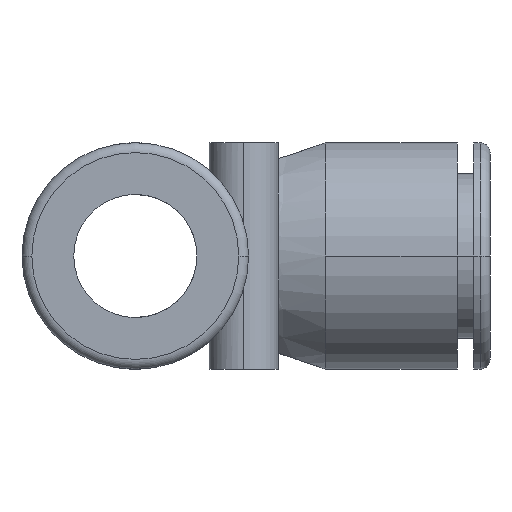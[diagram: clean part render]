
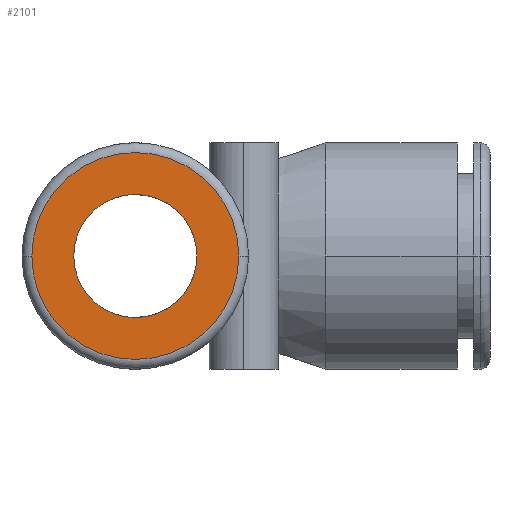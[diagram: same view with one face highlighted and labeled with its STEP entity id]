
A CAD part, left-side view. The second image highlights one B-rep face of the part: STEP entity #2101.
In plain terms, the highlighted planar face has unit normal (-1, 0, 0).
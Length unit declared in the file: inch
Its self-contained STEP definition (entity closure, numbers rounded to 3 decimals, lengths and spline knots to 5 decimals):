
#966=CARTESIAN_POINT('',(-1.08,0.,0.));
#967=DIRECTION('',(-1.,0.,0.));
#968=DIRECTION('',(0.,1.,0.));
#969=AXIS2_PLACEMENT_3D('',#966,#967,#968);
#981=CARTESIAN_POINT('',(-1.08,0.,0.));
#982=DIRECTION('',(-1.,0.,0.));
#983=DIRECTION('',(0.,-1.,0.));
#984=AXIS2_PLACEMENT_3D('',#981,#982,#983);
#986=CARTESIAN_POINT('',(-1.08,0.,0.));
#987=DIRECTION('',(-1.,0.,0.));
#988=DIRECTION('',(0.,1.,0.));
#989=AXIS2_PLACEMENT_3D('',#986,#987,#988);
#991=CARTESIAN_POINT('',(-1.08,0.,0.));
#992=DIRECTION('',(-1.,0.,0.));
#993=DIRECTION('',(0.,-1.,0.));
#994=AXIS2_PLACEMENT_3D('',#991,#992,#993);
#1153=CARTESIAN_POINT('',(-1.08,-0.1875,0.));
#1154=CARTESIAN_POINT('',(-1.08,0.1875,0.));
#1155=VERTEX_POINT('',#1153);
#1156=VERTEX_POINT('',#1154);
#1253=CARTESIAN_POINT('',(-1.08,-0.315,0.));
#1254=CARTESIAN_POINT('',(-1.08,0.315,0.));
#1255=VERTEX_POINT('',#1253);
#1256=VERTEX_POINT('',#1254);
#2087=CARTESIAN_POINT('',(-1.08,0.,0.));
#2088=DIRECTION('',(1.,0.,0.));
#2089=DIRECTION('',(0.,-1.,0.));
#2090=AXIS2_PLACEMENT_3D('',#2087,#2088,#2089);
#2091=PLANE('',#2090);
#2093=ORIENTED_EDGE('',*,*,#2092,.F.);
#2094=ORIENTED_EDGE('',*,*,#2077,.F.);
#2095=EDGE_LOOP('',(#2093,#2094));
#2096=FACE_OUTER_BOUND('',#2095,.F.);
#2097=ORIENTED_EDGE('',*,*,#1384,.T.);
#2098=ORIENTED_EDGE('',*,*,#1362,.T.);
#2099=EDGE_LOOP('',(#2097,#2098));
#2100=FACE_BOUND('',#2099,.F.);
#2101=ADVANCED_FACE('',(#2096,#2100),#2091,.F.);
#970=CIRCLE('',#969,0.315);
#985=CIRCLE('',#984,0.1875);
#990=CIRCLE('',#989,0.1875);
#995=CIRCLE('',#994,0.315);
#1362=EDGE_CURVE('',#1156,#1155,#990,.T.);
#1384=EDGE_CURVE('',#1155,#1156,#985,.T.);
#2077=EDGE_CURVE('',#1256,#1255,#970,.T.);
#2092=EDGE_CURVE('',#1255,#1256,#995,.T.);
